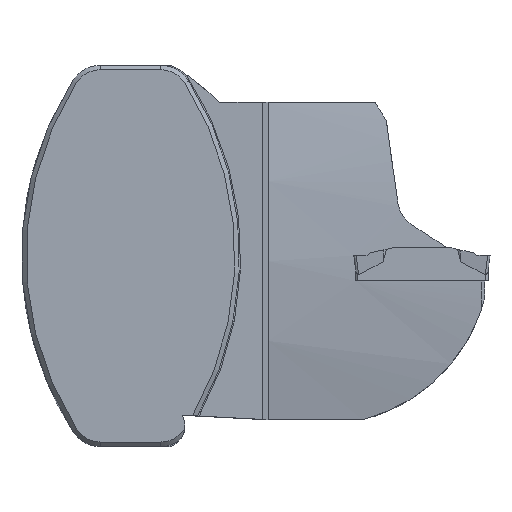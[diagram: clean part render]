
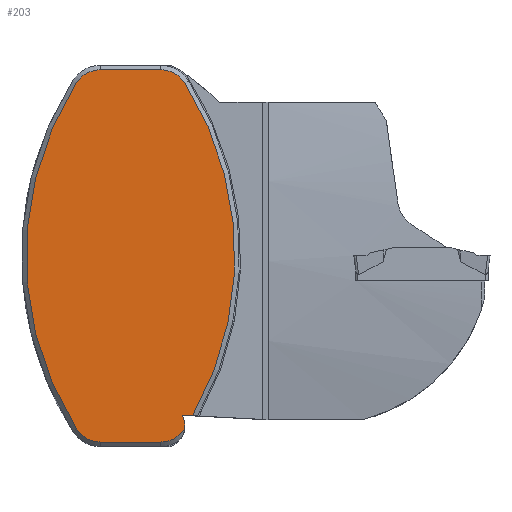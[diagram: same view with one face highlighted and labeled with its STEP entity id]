
A CAD part, top view. The second image highlights one B-rep face of the part: STEP entity #203.
In plain terms, the highlighted planar face has unit normal (0, 0, 1).
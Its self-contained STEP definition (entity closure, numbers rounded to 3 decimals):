
#123=PLANE('',#1698);
#203=ADVANCED_FACE('',(#292),#123,.T.);
#292=FACE_OUTER_BOUND('',#372,.T.);
#372=EDGE_LOOP('',(#860,#861,#862,#863,#864,#865,#866,#867,#868,#869,#870));
#477=LINE('',#2497,#602);
#478=LINE('',#2501,#603);
#479=LINE('',#2509,#604);
#602=VECTOR('',#1935,1.);
#603=VECTOR('',#1938,1.);
#604=VECTOR('',#1945,1.);
#684=CIRCLE('',#1636,59.175);
#707=CIRCLE('',#1681,59.175);
#709=CIRCLE('',#1684,5.175);
#711=CIRCLE('',#1693,5.175);
#712=CIRCLE('',#1694,5.175);
#713=CIRCLE('',#1695,59.175);
#714=CIRCLE('',#1696,5.175);
#715=CIRCLE('',#1697,4.);
#860=ORIENTED_EDGE('',*,*,#1415,.F.);
#861=ORIENTED_EDGE('',*,*,#1398,.T.);
#862=ORIENTED_EDGE('',*,*,#1416,.T.);
#863=ORIENTED_EDGE('',*,*,#1417,.T.);
#864=ORIENTED_EDGE('',*,*,#1418,.T.);
#865=ORIENTED_EDGE('',*,*,#1419,.T.);
#866=ORIENTED_EDGE('',*,*,#1420,.T.);
#867=ORIENTED_EDGE('',*,*,#1421,.T.);
#868=ORIENTED_EDGE('',*,*,#1403,.T.);
#869=ORIENTED_EDGE('',*,*,#1313,.T.);
#870=ORIENTED_EDGE('',*,*,#1422,.T.);
#1169=VERTEX_POINT('',#2175);
#1170=VERTEX_POINT('',#2177);
#1240=VERTEX_POINT('',#2457);
#1241=VERTEX_POINT('',#2458);
#1245=VERTEX_POINT('',#2477);
#1248=VERTEX_POINT('',#2498);
#1249=VERTEX_POINT('',#2500);
#1250=VERTEX_POINT('',#2502);
#1251=VERTEX_POINT('',#2504);
#1252=VERTEX_POINT('',#2506);
#1253=VERTEX_POINT('',#2508);
#1313=EDGE_CURVE('',#1170,#1169,#684,.T.);
#1398=EDGE_CURVE('',#1240,#1241,#707,.T.);
#1403=EDGE_CURVE('',#1245,#1170,#709,.T.);
#1415=EDGE_CURVE('',#1240,#1248,#477,.T.);
#1416=EDGE_CURVE('',#1241,#1249,#711,.T.);
#1417=EDGE_CURVE('',#1249,#1250,#478,.T.);
#1418=EDGE_CURVE('',#1250,#1251,#712,.T.);
#1419=EDGE_CURVE('',#1251,#1252,#713,.T.);
#1420=EDGE_CURVE('',#1252,#1253,#714,.T.);
#1421=EDGE_CURVE('',#1253,#1245,#479,.T.);
#1422=EDGE_CURVE('',#1169,#1248,#715,.T.);
#1636=AXIS2_PLACEMENT_3D('',#2176,#1774,#1775);
#1681=AXIS2_PLACEMENT_3D('',#2456,#1901,#1902);
#1684=AXIS2_PLACEMENT_3D('',#2476,#1908,#1909);
#1693=AXIS2_PLACEMENT_3D('',#2499,#1936,#1937);
#1694=AXIS2_PLACEMENT_3D('',#2503,#1939,#1940);
#1695=AXIS2_PLACEMENT_3D('',#2505,#1941,#1942);
#1696=AXIS2_PLACEMENT_3D('',#2507,#1943,#1944);
#1697=AXIS2_PLACEMENT_3D('',#2510,#1946,#1947);
#1698=AXIS2_PLACEMENT_3D('',#2511,#1948,#1949);
#1774=DIRECTION('',(0.,0.,1.));
#1775=DIRECTION('',(0.,-1.,0.));
#1901=DIRECTION('',(0.,0.,1.));
#1902=DIRECTION('',(0.,-1.,0.));
#1908=DIRECTION('',(0.,0.,1.));
#1909=DIRECTION('',(0.,-1.,0.));
#1935=DIRECTION('',(-0.999,0.052,0.));
#1936=DIRECTION('',(0.,0.,1.));
#1937=DIRECTION('',(0.,-1.,0.));
#1938=DIRECTION('',(-1.,0.,0.));
#1939=DIRECTION('',(0.,0.,1.));
#1940=DIRECTION('',(0.,-1.,0.));
#1941=DIRECTION('',(0.,0.,1.));
#1942=DIRECTION('',(0.,-1.,0.));
#1943=DIRECTION('',(0.,0.,1.));
#1944=DIRECTION('',(0.,-1.,0.));
#1945=DIRECTION('',(1.,0.,0.));
#1946=DIRECTION('',(0.,0.,1.));
#1947=DIRECTION('',(0.,-1.,0.));
#1948=DIRECTION('',(0.,0.,1.));
#1949=DIRECTION('',(0.,-1.,0.));
#2175=CARTESIAN_POINT('',(9.969,-31.699,0.325));
#2176=CARTESIAN_POINT('',(-40.,0.,0.325));
#2177=CARTESIAN_POINT('',(9.918,-31.779,0.325));
#2456=CARTESIAN_POINT('',(-40.,0.,0.325));
#2457=CARTESIAN_POINT('',(11.391,-29.336,0.325));
#2458=CARTESIAN_POINT('',(9.918,31.779,0.325));
#2476=CARTESIAN_POINT('',(5.552,-29.,0.325));
#2477=CARTESIAN_POINT('',(5.552,-34.175,0.325));
#2497=CARTESIAN_POINT('',(15.392,-29.546,0.325));
#2498=CARTESIAN_POINT('',(9.485,-29.236,0.325));
#2499=CARTESIAN_POINT('',(5.552,29.,0.325));
#2500=CARTESIAN_POINT('',(5.552,34.175,0.325));
#2501=CARTESIAN_POINT('',(0.,34.175,0.325));
#2502=CARTESIAN_POINT('',(-5.552,34.175,0.325));
#2503=CARTESIAN_POINT('',(-5.552,29.,0.325));
#2504=CARTESIAN_POINT('',(-9.918,31.779,0.325));
#2505=CARTESIAN_POINT('',(40.,0.,0.325));
#2506=CARTESIAN_POINT('',(-9.918,-31.779,0.325));
#2507=CARTESIAN_POINT('',(-5.552,-29.,0.325));
#2508=CARTESIAN_POINT('',(-5.552,-34.175,0.325));
#2509=CARTESIAN_POINT('',(0.,-34.175,0.325));
#2510=CARTESIAN_POINT('',(6.,-31.2,0.325));
#2511=CARTESIAN_POINT('',(0.,0.,0.325));
